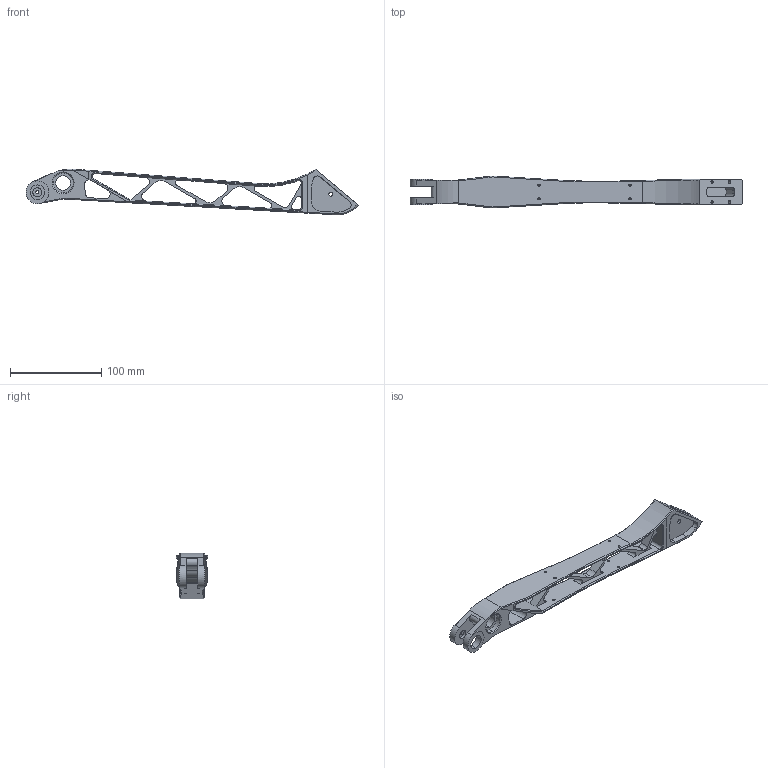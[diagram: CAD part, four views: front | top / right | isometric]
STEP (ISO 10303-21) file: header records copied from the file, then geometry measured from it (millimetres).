
FILE_DESCRIPTION (( 'STEP AP203' ), '1' );
FILE_NAME ('shank300Right.STEP', '2024-10-14T02:57:20', ( 'lance' ), ( '' ), 'SwSTEP 2.0', 'SolidWorks 2021', '' );
FILE_SCHEMA (( 'CONFIG_CONTROL_DESIGN' ));
Length unit declared in the file: millimetre
Products named in the file (1): shank300Right
Bounding box: 363.67 x 35 x 50.12 mm (x, y, z)
Volume: 120688 mm3; surface area: 56399.4 mm2
Topology: 1 solids, 1 shells, 267 faces, 725 edges, 457 vertices
Faces by surface type: cylinder 115, plane 96, bspline 44, cone 12
Entity records: 10401 total; most frequent: CARTESIAN_POINT 3906, ORIENTED_EDGE 1450, DIRECTION 1172, EDGE_CURVE 725, VERTEX_POINT 457, AXIS2_PLACEMENT_3D 417, LINE 338, VECTOR 338
